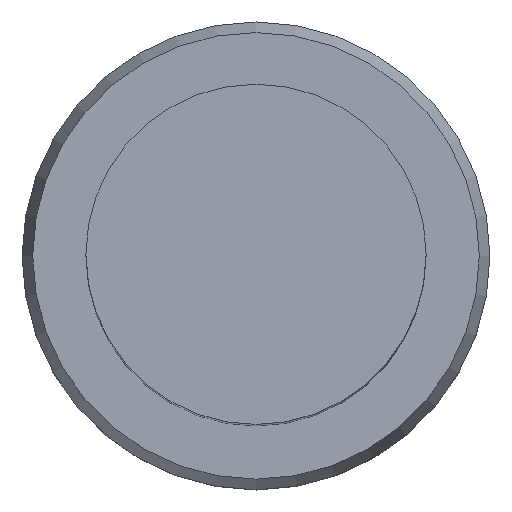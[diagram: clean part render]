
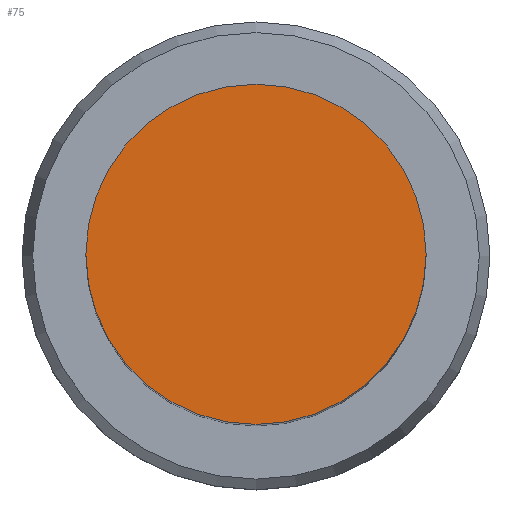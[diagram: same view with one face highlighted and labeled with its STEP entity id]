
A CAD part, top view. The second image highlights one B-rep face of the part: STEP entity #75.
In plain terms, the highlighted planar face has unit normal (0, 0, 1).
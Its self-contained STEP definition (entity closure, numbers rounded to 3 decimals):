
#75=ADVANCED_FACE('240[2]',(#176),#177,.T.);
#104=EDGE_CURVE('240[2]',#219,#219,#220,.T.);
#176=FACE_OUTER_BOUND('',#301,.T.);
#177=PLANE('',#302);
#219=VERTEX_POINT('',#355);
#220=CIRCLE('',#356,8.);
#301=EDGE_LOOP('',(#435));
#302=AXIS2_PLACEMENT_3D('',#436,#437,#438);
#355=CARTESIAN_POINT('',(0.,8.,197.5));
#356=AXIS2_PLACEMENT_3D('',#481,#482,#483);
#435=ORIENTED_EDGE('',*,*,#104,.F.);
#436=CARTESIAN_POINT('',(0.,4.,197.5));
#437=DIRECTION('',(0.,0.,1.0));
#438=DIRECTION('',(1.0,0.,0.0));
#481=CARTESIAN_POINT('',(0.,0.,197.5));
#482=DIRECTION('',(0.,0.,-1.0));
#483=DIRECTION('',(0.,1.0,0.));
